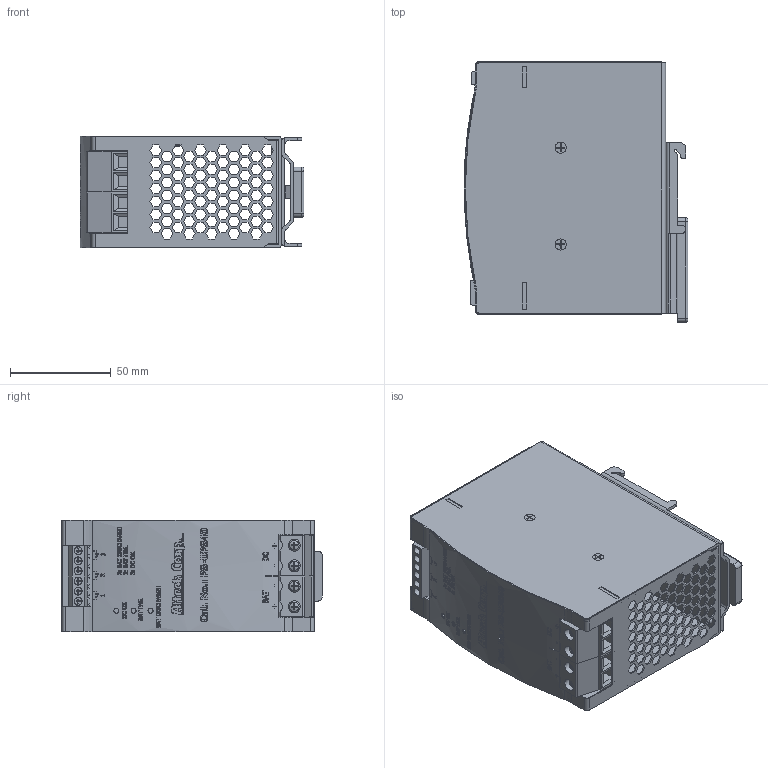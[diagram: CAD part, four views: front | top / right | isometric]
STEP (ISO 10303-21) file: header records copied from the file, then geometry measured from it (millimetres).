
FILE_DESCRIPTION((''),'2;1');
FILE_NAME('PSUPS40.stp','2007-07-24T15:24:52',('Philipp'),(''),'Autodesk Inventor 2008','Autodesk Inventor 2008','');
FILE_SCHEMA(('AUTOMOTIVE_DESIGN { 1 0 10303 214 1 1 1 1 }'));
Length unit declared in the file: millimetre
Products named in the file (11): PS-UPS40; Sheetmetall_inside; Sheetmetall_outside; PCB; PC_board; Terminalblock2; Terminalblock3; railmount; Screw; DIN EN ISO 7046-1  H M2 x 3 - 4.8 - H; AS 1427  H  - Metric M3 x 5
Assembly tree (29 placements, depth 3):
  PS-UPS40
    Sheetmetall_inside
    Sheetmetall_outside
    PCB
      PC_board
      Terminalblock2  x2
      Terminalblock3
    railmount
    Screw  x11
    DIN EN ISO 7046-1  H M2 x 3 - 4.8 - H  x6
    AS 1427  H  - Metric M3 x 5  x4
Bounding box: 110.9 x 129.1 x 55.5 mm (x, y, z)
Volume: 99122 mm3; surface area: 128679.6 mm2
Topology: 28 solids, 28 shells, 3752 faces, 10295 edges, 6743 vertices
Faces by surface type: plane 2555, bspline 522, cylinder 470, cone 142, torus 59, sphere 4
Full cylindrical faces by diameter (mm): 0.528 x6, 1.755 x6, 2 x6, 2.4 x2, 2.5 x3, 2.693 x4, 3 x4, 3.25 x11, 4 x6, 6 x4
Entity records: 107068 total; most frequent: CARTESIAN_POINT 30566, ORIENTED_EDGE 16912, DIRECTION 13459, EDGE_CURVE 8456, VECTOR 6019, LINE 6019, VERTEX_POINT 5644, AXIS2_PLACEMENT_3D 3720
